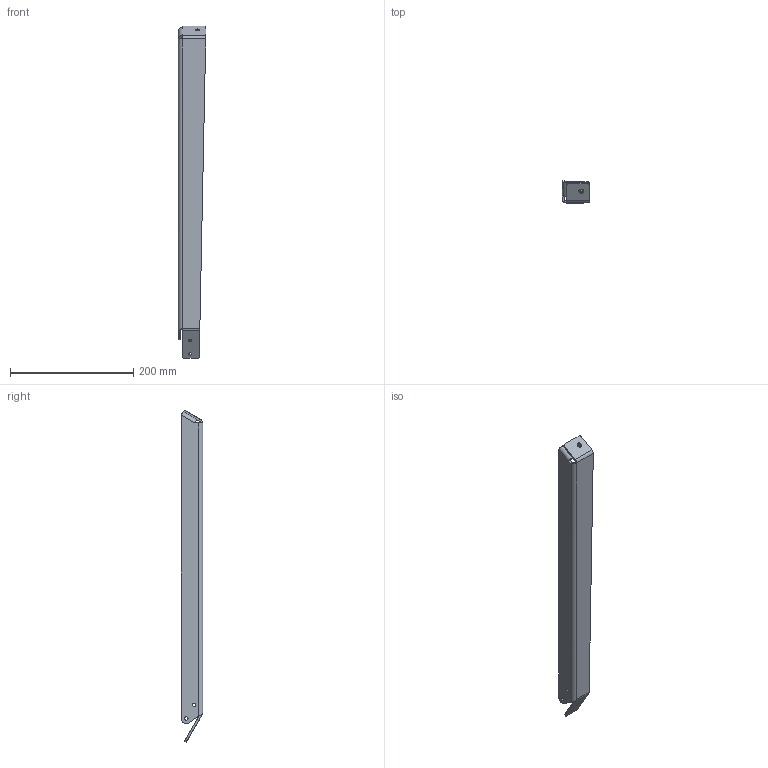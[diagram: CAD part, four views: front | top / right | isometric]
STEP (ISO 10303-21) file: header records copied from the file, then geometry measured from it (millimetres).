
FILE_DESCRIPTION (( 'STEP AP203' ), '1' );
FILE_NAME ('am-5415 Reef Right Outrigger.STEP', '2024-05-07T17:47:15', ( '' ), ( '' ), 'SwSTEP 2.0', 'SolidWorks 2024', '' );
FILE_SCHEMA (( 'CONFIG_CONTROL_DESIGN' ));
Length unit declared in the file: inch
Products named in the file (1): am-5415 Reef Right Outrigger
Bounding box: 44.45 x 34.92 x 538.86 mm (x, y, z)
Volume: 117249 mm3; surface area: 78569.3 mm2
Topology: 1 solids, 1 shells, 61 faces, 147 edges, 88 vertices
Faces by surface type: plane 31, cylinder 29, bspline 1
Entity records: 1926 total; most frequent: CARTESIAN_POINT 374, DIRECTION 321, ORIENTED_EDGE 294, EDGE_CURVE 147, AXIS2_PLACEMENT_3D 117, VERTEX_POINT 88, VECTOR 87, LINE 87
